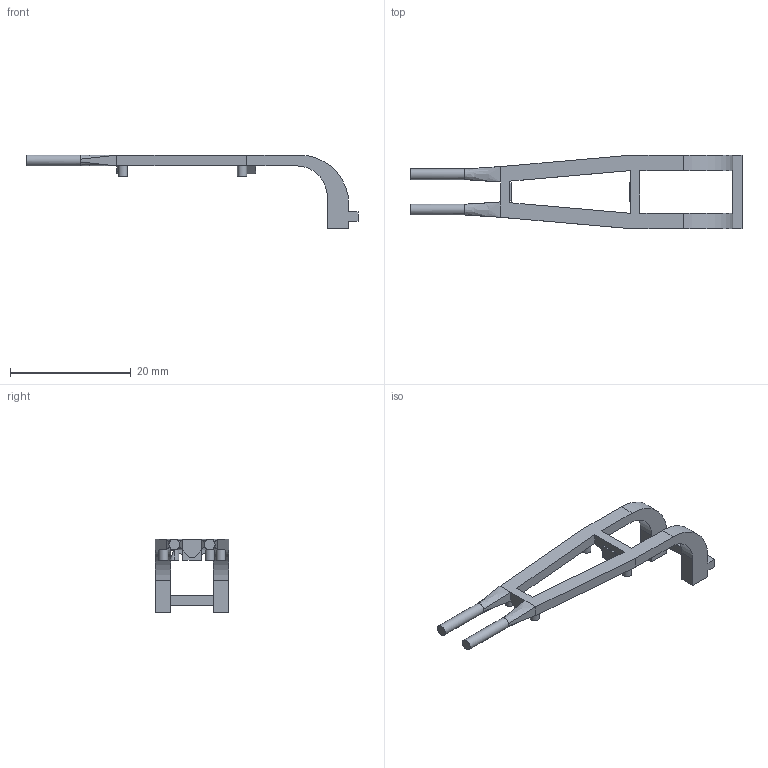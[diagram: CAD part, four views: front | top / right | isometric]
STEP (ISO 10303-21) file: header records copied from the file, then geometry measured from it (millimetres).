
FILE_DESCRIPTION(('FreeCAD Model'),'2;1');
FILE_NAME('Open CASCADE Shape Model','2023-09-29T21:20:38',( 'kicad StepUp'),('ksu MCAD'),'Open CASCADE STEP processor 7.5', 'FreeCAD','Unknown');
FILE_SCHEMA(('AUTOMOTIVE_DESIGN { 1 0 10303 214 1 1 1 1 }'));
Length unit declared in the file: millimetre
Products named in the file (1): molex-sfp-plus-747540-011-lightpipe
Bounding box: 54.9 x 12.15 x 12.19 mm (x, y, z)
Volume: 658.9 mm3; surface area: 1237.8 mm2
Topology: 1 solids, 1 shells, 74 faces, 199 edges, 128 vertices
Faces by surface type: plane 50, cylinder 16, bspline 8
Full cylindrical faces by diameter (mm): 1.524 x3, 1.778 x2
Entity records: 2539 total; most frequent: CARTESIAN_POINT 699, ORIENTED_EDGE 398, DIRECTION 341, EDGE_CURVE 199, LINE 145, VECTOR 145, VERTEX_POINT 128, AXIS2_PLACEMENT_3D 98
